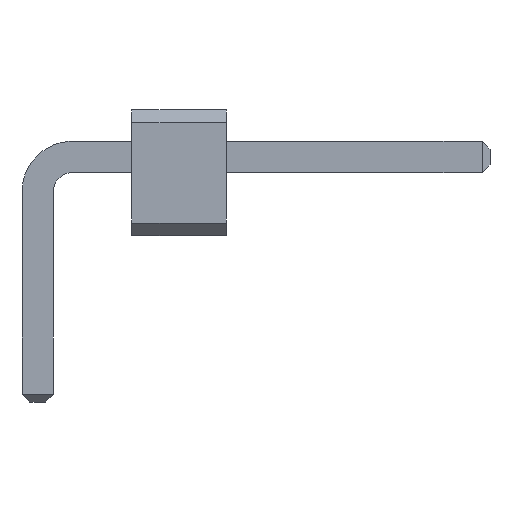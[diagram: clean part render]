
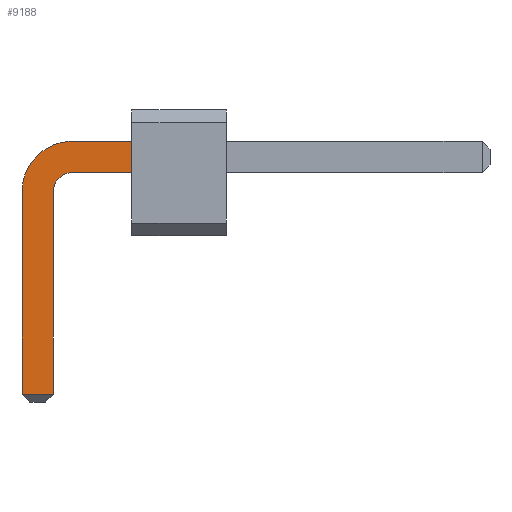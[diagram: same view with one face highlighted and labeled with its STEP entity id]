
A CAD part, front view. The second image highlights one B-rep face of the part: STEP entity #9188.
In plain terms, the highlighted planar face has unit normal (0, -1, 0).
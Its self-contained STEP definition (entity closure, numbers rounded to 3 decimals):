
#2970 = VERTEX_POINT('',#2971);
#2971 = CARTESIAN_POINT('',(1.5,-34.25,1.25));
#2979 = EDGE_CURVE('',#2970,#2980,#2982,.T.);
#2980 = VERTEX_POINT('',#2981);
#2981 = CARTESIAN_POINT('',(1.5,-34.25,0.75));
#2982 = LINE('',#2983,#2984);
#2983 = CARTESIAN_POINT('',(1.5,-34.25,0.499));
#2984 = VECTOR('',#2985,1.);
#2985 = DIRECTION('',(0.,0.,-1.));
#9088 = VERTEX_POINT('',#9089);
#9089 = CARTESIAN_POINT('',(0.5,-34.25,1.25));
#9095 = EDGE_CURVE('',#9088,#2970,#9096,.T.);
#9096 = LINE('',#9097,#9098);
#9097 = CARTESIAN_POINT('',(0.5,-34.25,1.25));
#9098 = VECTOR('',#9099,1.);
#9099 = DIRECTION('',(1.,0.,0.));
#9170 = EDGE_CURVE('',#2980,#9171,#9173,.T.);
#9171 = VERTEX_POINT('',#9172);
#9172 = CARTESIAN_POINT('',(0.5,-34.25,0.75));
#9173 = LINE('',#9174,#9175);
#9174 = CARTESIAN_POINT('',(7.2,-34.25,0.75));
#9175 = VECTOR('',#9176,1.);
#9176 = DIRECTION('',(-1.,0.,0.));
#9188 = ADVANCED_FACE('',(#9189),#9234,.F.);
#9189 = FACE_BOUND('',#9190,.F.);
#9190 = EDGE_LOOP('',(#9191,#9192,#9193,#9202,#9210,#9218,#9226,#9233));
#9191 = ORIENTED_EDGE('',*,*,#2979,.T.);
#9192 = ORIENTED_EDGE('',*,*,#9170,.T.);
#9193 = ORIENTED_EDGE('',*,*,#9194,.T.);
#9194 = EDGE_CURVE('',#9171,#9195,#9197,.T.);
#9195 = VERTEX_POINT('',#9196);
#9196 = CARTESIAN_POINT('',(0.25,-34.25,0.5));
#9197 = CIRCLE('',#9198,0.324);
#9198 = AXIS2_PLACEMENT_3D('',#9199,#9200,#9201);
#9199 = CARTESIAN_POINT('',(0.567,-34.25,0.433));
#9200 = DIRECTION('',(0.,-1.,0.));
#9201 = DIRECTION('',(-0.207,0.,0.978)
);
#9202 = ORIENTED_EDGE('',*,*,#9203,.T.);
#9203 = EDGE_CURVE('',#9195,#9204,#9206,.T.);
#9204 = VERTEX_POINT('',#9205);
#9205 = CARTESIAN_POINT('',(0.25,-34.25,-2.775));
#9206 = LINE('',#9207,#9208);
#9207 = CARTESIAN_POINT('',(0.25,-34.25,0.5));
#9208 = VECTOR('',#9209,1.);
#9209 = DIRECTION('',(0.,0.,-1.));
#9210 = ORIENTED_EDGE('',*,*,#9211,.T.);
#9211 = EDGE_CURVE('',#9204,#9212,#9214,.T.);
#9212 = VERTEX_POINT('',#9213);
#9213 = CARTESIAN_POINT('',(-0.25,-34.25,-2.775));
#9214 = LINE('',#9215,#9216);
#9215 = CARTESIAN_POINT('',(0.25,-34.25,-2.775));
#9216 = VECTOR('',#9217,1.);
#9217 = DIRECTION('',(-1.,0.,0.));
#9218 = ORIENTED_EDGE('',*,*,#9219,.T.);
#9219 = EDGE_CURVE('',#9212,#9220,#9222,.T.);
#9220 = VERTEX_POINT('',#9221);
#9221 = CARTESIAN_POINT('',(-0.25,-34.25,0.5));
#9222 = LINE('',#9223,#9224);
#9223 = CARTESIAN_POINT('',(-0.25,-34.25,-2.9));
#9224 = VECTOR('',#9225,1.);
#9225 = DIRECTION('',(0.,0.,1.));
#9226 = ORIENTED_EDGE('',*,*,#9227,.T.);
#9227 = EDGE_CURVE('',#9220,#9088,#9228,.T.);
#9228 = CIRCLE('',#9229,0.808);
#9229 = AXIS2_PLACEMENT_3D('',#9230,#9231,#9232);
#9230 = CARTESIAN_POINT('',(0.556,-34.25,0.444));
#9231 = DIRECTION('',(0.,1.,0.));
#9232 = DIRECTION('',(-0.998,0.,
0.069));
#9233 = ORIENTED_EDGE('',*,*,#9095,.T.);
#9234 = PLANE('',#9235);
#9235 = AXIS2_PLACEMENT_3D('',#9236,#9237,#9238);
#9236 = CARTESIAN_POINT('',(2.437,-34.25,0.248));
#9237 = DIRECTION('',(0.,1.,-0.));
#9238 = DIRECTION('',(0.,0.,-1.));
